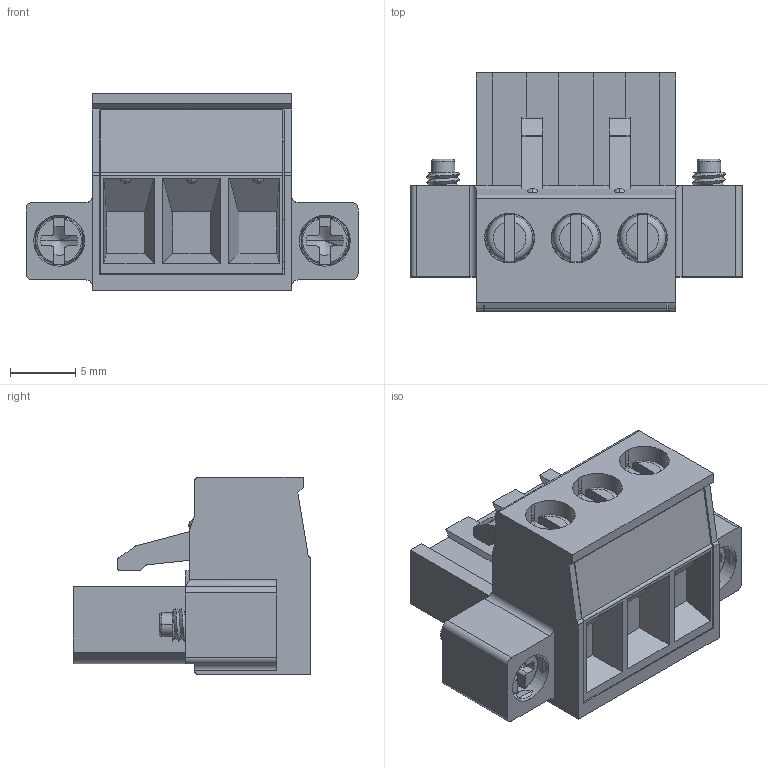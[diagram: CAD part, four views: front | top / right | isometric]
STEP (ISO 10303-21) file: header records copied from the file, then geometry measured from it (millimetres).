
FILE_DESCRIPTION(('STEP AP214'),'1');
FILE_NAME('20020002H031B01LF.stp','2016-12-05T14:54:26',('TraceParts'),('TraceParts S.A.'),'Spatial InterOp 3D',' ',' ');
FILE_SCHEMA(('automotive_design'));
Length unit declared in the file: millimetre
Products named in the file (1): 20020002-H03
Bounding box: 25.4 x 18.2 x 15.1 mm (x, y, z)
Volume: 2145.6 mm3; surface area: 3522.5 mm2
Topology: 1 solids, 1 shells, 531 faces, 1499 edges, 971 vertices
Faces by surface type: plane 302, cylinder 132, cone 47, torus 30, bspline 10, sphere 10
Entity records: 21274 total; most frequent: CARTESIAN_POINT 7670, ORIENTED_EDGE 2970, DIRECTION 2690, EDGE_CURVE 1485, VERTEX_POINT 971, AXIS2_PLACEMENT_3D 916, LINE 858, VECTOR 858
